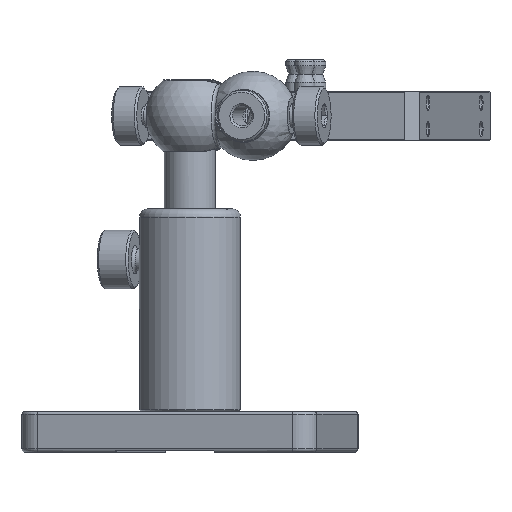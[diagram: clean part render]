
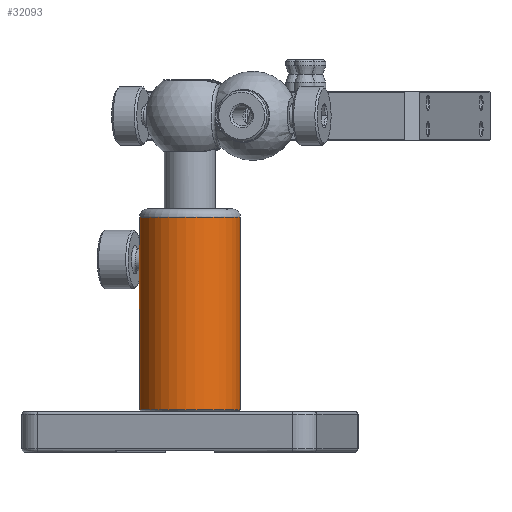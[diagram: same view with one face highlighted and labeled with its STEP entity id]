
A CAD part, front view. The second image highlights one B-rep face of the part: STEP entity #32093.
In plain terms, the highlighted cylindrical face has radius 12.5 mm (diameter 25 mm), a full revolution.
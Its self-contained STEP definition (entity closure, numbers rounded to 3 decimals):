
#94 = CARTESIAN_POINT ( 'NONE',  ( 2.729, 12.198, 37.149 ) ) ;
#442 = CARTESIAN_POINT ( 'NONE',  ( -2.174, 12.31, 35.845 ) ) ;
#1726 = ORIENTED_EDGE ( 'NONE', *, *, #17755, .T. ) ;
#2005 = CARTESIAN_POINT ( 'NONE',  ( 2.063, 12.329, 35.714 ) ) ;
#2811 = CARTESIAN_POINT ( 'NONE',  ( -2.059, 12.33, 35.71 ) ) ;
#3337 = CARTESIAN_POINT ( 'NONE',  ( -1.367, 12.426, 35.159 ) ) ;
#3508 = CARTESIAN_POINT ( 'NONE',  ( -1.21, 12.442, 39.922 ) ) ;
#3735 = EDGE_LOOP ( 'NONE', ( #1726 ) ) ;
#4149 = AXIS2_PLACEMENT_3D ( 'NONE', #16585, #19480, #8924 ) ;
#4755 = CARTESIAN_POINT ( 'NONE',  ( 1.205, 12.443, 39.925 ) ) ;
#4893 = VERTEX_POINT ( 'NONE', #22972 ) ;
#4917 = CARTESIAN_POINT ( 'NONE',  ( 2.465, 12.255, 36.3 ) ) ;
#5268 = CARTESIAN_POINT ( 'NONE',  ( 2.46, 12.256, 38.71 ) ) ;
#5433 = CARTESIAN_POINT ( 'NONE',  ( -2.747, 12.194, 37.675 ) ) ;
#5760 = CARTESIAN_POINT ( 'NONE',  ( -1.665, 12.39, 35.352 ) ) ;
#6413 = EDGE_LOOP ( 'NONE', ( #31266 ) ) ;
#6536 = EDGE_CURVE ( 'NONE', #7847, #7847, #23572, .T. ) ;
#7152 = CARTESIAN_POINT ( 'NONE',  ( 1.802, 12.37, 39.539 ) ) ;
#7317 = CARTESIAN_POINT ( 'NONE',  ( 1.365, 12.426, 39.842 ) ) ;
#7823 = CARTESIAN_POINT ( 'NONE',  ( 2.38, 12.272, 36.145 ) ) ;
#7847 = VERTEX_POINT ( 'NONE', #23188 ) ;
#8162 = CARTESIAN_POINT ( 'NONE',  ( -0.881, 12.47, 40.055 ) ) ;
#8326 = CARTESIAN_POINT ( 'NONE',  ( 0.004, 12.5, 34.809 ) ) ;
#8495 = FACE_OUTER_BOUND ( 'NONE', #6413, .T. ) ;
#8510 = CARTESIAN_POINT ( 'NONE',  ( -2.747, 12.194, 37.319 ) ) ;
#8673 = CARTESIAN_POINT ( 'NONE',  ( -2.602, 12.226, 36.62 ) ) ;
#8924 = DIRECTION ( 'NONE',  ( -1., 0., 0. ) ) ;
#9857 = CARTESIAN_POINT ( 'NONE',  ( 0.004, 12.5, 34.809 ) ) ;
#9882 = CARTESIAN_POINT ( 'NONE',  ( 2.728, 12.199, 37.863 ) ) ;
#10051 = CARTESIAN_POINT ( 'NONE',  ( 1.81, 12.369, 35.468 ) ) ;
#10218 = CARTESIAN_POINT ( 'NONE',  ( 0.712, 12.484, 40.123 ) ) ;
#10552 = CARTESIAN_POINT ( 'NONE',  ( -1.806, 12.37, 39.536 ) ) ;
#10740 = CARTESIAN_POINT ( 'NONE',  ( -2.394, 12.269, 38.867 ) ) ;
#10902 = CARTESIAN_POINT ( 'NONE',  ( -0.707, 12.481, 34.893 ) ) ;
#11066 = CARTESIAN_POINT ( 'NONE',  ( -1.806, 12.37, 35.464 ) ) ;
#12063 = CARTESIAN_POINT ( 'NONE',  ( 0., 0., 48. ) ) ;
#12778 = CARTESIAN_POINT ( 'NONE',  ( 2.375, 12.273, 38.864 ) ) ;
#13108 = CARTESIAN_POINT ( 'NONE',  ( 2.659, 12.214, 36.8 ) ) ;
#13275 = CARTESIAN_POINT ( 'NONE',  ( -0.356, 12.496, 34.826 ) ) ;
#13458 = CARTESIAN_POINT ( 'NONE',  ( -2.604, 12.226, 38.374 ) ) ;
#13612 = FACE_BOUND ( 'NONE', #3735, .T. ) ;
#13778 = CARTESIAN_POINT ( 'NONE',  ( -0.88, 12.47, 34.944 ) ) ;
#15153 = CARTESIAN_POINT ( 'NONE',  ( 0.184, 12.5, 34.809 ) ) ;
#15482 = CARTESIAN_POINT ( 'NONE',  ( -0.18, 12.5, 40.191 ) ) ;
#15659 = CARTESIAN_POINT ( 'NONE',  ( 2.056, 12.33, 39.293 ) ) ;
#15806 = CARTESIAN_POINT ( 'NONE',  ( 0., 0., 50. ) ) ;
#15818 = CARTESIAN_POINT ( 'NONE',  ( -2.189, 12.31, 39.164 ) ) ;
#15979 = CARTESIAN_POINT ( 'NONE',  ( -2.657, 12.214, 38.205 ) ) ;
#16168 = CARTESIAN_POINT ( 'NONE',  ( -2.463, 12.255, 36.295 ) ) ;
#16585 = CARTESIAN_POINT ( 'NONE',  ( 0., 0., 0.5 ) ) ;
#17755 = EDGE_CURVE ( 'NONE', #33241, #33241, #30435, .T. ) ;
#18207 = CARTESIAN_POINT ( 'NONE',  ( 2.173, 12.31, 39.155 ) ) ;
#18543 = DIRECTION ( 'NONE',  ( 0., 0., -1. ) ) ;
#18696 = AXIS2_PLACEMENT_3D ( 'NONE', #12063, #30468, #26169 ) ;
#18898 = CARTESIAN_POINT ( 'NONE',  ( -2.729, 12.199, 37.143 ) ) ;
#19029 = EDGE_CURVE ( 'NONE', #4893, #4893, #27536, .T. ) ;
#19052 = CARTESIAN_POINT ( 'NONE',  ( -2.376, 12.272, 36.138 ) ) ;
#19480 = DIRECTION ( 'NONE',  ( 0., 0., 1. ) ) ;
#20101 = CARTESIAN_POINT ( 'NONE',  ( 1.371, 12.425, 35.161 ) ) ;
#20756 = CARTESIAN_POINT ( 'NONE',  ( 0.885, 12.47, 34.946 ) ) ;
#21101 = CARTESIAN_POINT ( 'NONE',  ( -1.21, 12.442, 35.078 ) ) ;
#21765 = CYLINDRICAL_SURFACE ( 'NONE', #25904, 12.5 ) ;
#22835 = CARTESIAN_POINT ( 'NONE',  ( 2.747, 12.195, 37.685 ) ) ;
#22972 = CARTESIAN_POINT ( 'NONE',  ( -12.5, 0., 0.5 ) ) ;
#23188 = CARTESIAN_POINT ( 'NONE',  ( -12.5, 0., 48. ) ) ;
#23326 = CARTESIAN_POINT ( 'NONE',  ( 0.004, 12.5, 34.809 ) ) ;
#23482 = CARTESIAN_POINT ( 'NONE',  ( 2.605, 12.226, 36.627 ) ) ;
#23572 = CIRCLE ( 'NONE', #18696, 12.5 ) ;
#23835 = CARTESIAN_POINT ( 'NONE',  ( -2.729, 12.199, 37.856 ) ) ;
#25619 = EDGE_LOOP ( 'NONE', ( #27944 ) ) ;
#25714 = CARTESIAN_POINT ( 'NONE',  ( 2.602, 12.226, 38.382 ) ) ;
#25883 = CARTESIAN_POINT ( 'NONE',  ( 1.67, 12.389, 35.356 ) ) ;
#25904 = AXIS2_PLACEMENT_3D ( 'NONE', #15806, #18543, #26702 ) ;
#26046 = CARTESIAN_POINT ( 'NONE',  ( -0.36, 12.496, 40.174 ) ) ;
#26169 = DIRECTION ( 'NONE',  ( -1., 0., 0. ) ) ;
#26203 = CARTESIAN_POINT ( 'NONE',  ( -1.668, 12.389, 39.646 ) ) ;
#26364 = FACE_OUTER_BOUND ( 'NONE', #25619, .T. ) ;
#26377 = CARTESIAN_POINT ( 'NONE',  ( -0.177, 12.5, 34.808 ) ) ;
#26702 = DIRECTION ( 'NONE',  ( -1., 0., 0. ) ) ;
#26715 = CARTESIAN_POINT ( 'NONE',  ( -1.371, 12.426, 39.839 ) ) ;
#27536 = CIRCLE ( 'NONE', #4149, 12.5 ) ;
#27909 = CARTESIAN_POINT ( 'NONE',  ( 2.747, 12.194, 37.326 ) ) ;
#27944 = ORIENTED_EDGE ( 'NONE', *, *, #19029, .T. ) ;
#28089 = CARTESIAN_POINT ( 'NONE',  ( 1.664, 12.39, 39.649 ) ) ;
#29280 = CARTESIAN_POINT ( 'NONE',  ( -2.656, 12.215, 36.791 ) ) ;
#30435 = B_SPLINE_CURVE_WITH_KNOTS ( 'NONE', 3,
 ( #23326, #15153, #33611, #31161, #20756, #33262, #20101, #25883, #10051, #2005, #33774, #7823, #4917, #23482, #13108, #94, #27909, #22835, #9882, #30658, #25714, #5268, #12778, #18207, #15659, #7152, #28089, #7317, #4755, #10218, #31002, #15482, #26046, #30501, #8162, #3508, #26715, #26203, #10552, #15818, #10740, #13458, #15979, #23835, #5433, #8510, #18898, #29280, #8673, #16168, #19052, #442, #2811, #11066, #5760, #3337, #21101, #13778, #10902, #13275, #26377, #8326 ),
 .UNSPECIFIED., .T., .F.,
 ( 4, 2, 2, 2, 2, 2, 2, 2, 2, 2, 2, 2, 2, 2, 2, 2, 2, 2, 2, 2, 2, 2, 2, 2, 2, 2, 2, 2, 2, 2, 4 ),
 ( 0., 0.001, 0.001, 0.002, 0.002, 0.003, 0.003, 0.004, 0.004, 0.005, 0.005, 0.006, 0.006, 0.007, 0.007, 0.009, 0.009, 0.01, 0.01, 0.011, 0.012, 0.012, 0.013, 0.013, 0.014, 0.014, 0.015, 0.016, 0.016, 0.017, 0.017 ),
 .UNSPECIFIED. ) ;
#30468 = DIRECTION ( 'NONE',  ( 0., 0., -1. ) ) ;
#30501 = CARTESIAN_POINT ( 'NONE',  ( -0.711, 12.481, 40.106 ) ) ;
#30658 = CARTESIAN_POINT ( 'NONE',  ( 2.656, 12.215, 38.21 ) ) ;
#31002 = CARTESIAN_POINT ( 'NONE',  ( 0.353, 12.5, 40.192 ) ) ;
#31161 = CARTESIAN_POINT ( 'NONE',  ( 0.712, 12.481, 34.895 ) ) ;
#31266 = ORIENTED_EDGE ( 'NONE', *, *, #6536, .T. ) ;
#32093 = ADVANCED_FACE ( 'NONE', ( #13612, #26364, #8495 ), #21765, .T. ) ;
#33241 = VERTEX_POINT ( 'NONE', #9857 ) ;
#33262 = CARTESIAN_POINT ( 'NONE',  ( 1.214, 12.442, 35.08 ) ) ;
#33611 = CARTESIAN_POINT ( 'NONE',  ( 0.361, 12.496, 34.826 ) ) ;
#33774 = CARTESIAN_POINT ( 'NONE',  ( 2.178, 12.309, 35.851 ) ) ;
